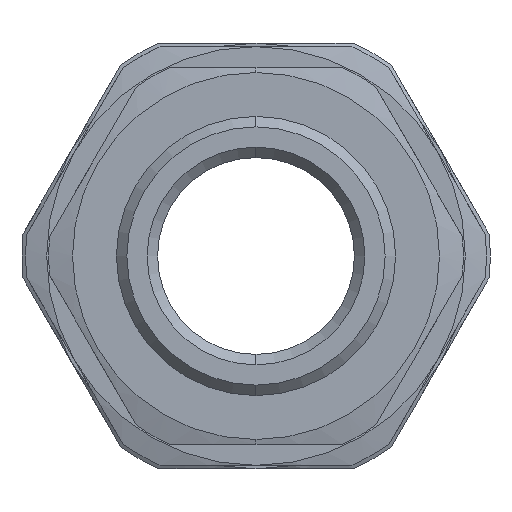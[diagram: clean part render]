
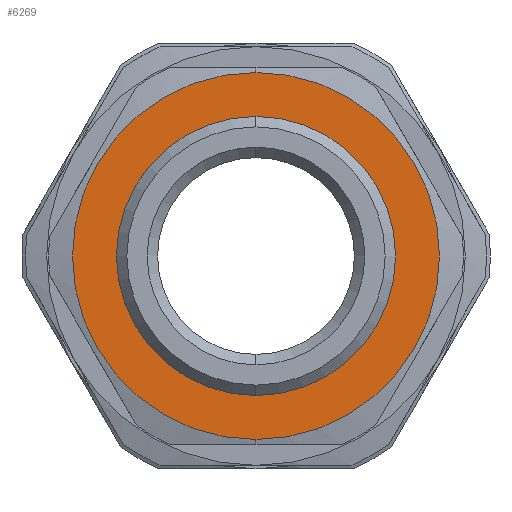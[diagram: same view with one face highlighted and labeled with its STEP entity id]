
A CAD part, left-side view. The second image highlights one B-rep face of the part: STEP entity #6269.
In plain terms, the highlighted planar face has unit normal (-1, 0, 0).
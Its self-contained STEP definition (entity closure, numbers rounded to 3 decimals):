
#91 = FACE_BOUND ( 'NONE', #5096, .T. ) ;
#129 = CARTESIAN_POINT ( 'NONE',  ( 15.3, 0., 10. ) ) ;
#253 = AXIS2_PLACEMENT_3D ( 'NONE', #5831, #400, #2630 ) ;
#400 = DIRECTION ( 'NONE',  ( 1., 0., 0. ) ) ;
#503 = DIRECTION ( 'NONE',  ( 1., 0., 0. ) ) ;
#541 = FACE_OUTER_BOUND ( 'NONE', #2430, .T. ) ;
#1323 = AXIS2_PLACEMENT_3D ( 'NONE', #1619, #5303, #5847 ) ;
#1443 = DIRECTION ( 'NONE',  ( 0., 0., -1. ) ) ;
#1603 = CARTESIAN_POINT ( 'NONE',  ( 15.3, 0., 13.15 ) ) ;
#1619 = CARTESIAN_POINT ( 'NONE',  ( 15.3, 0., 0. ) ) ;
#2266 = ORIENTED_EDGE ( 'NONE', *, *, #3666, .F. ) ;
#2430 = EDGE_LOOP ( 'NONE', ( #6832, #2266 ) ) ;
#2457 = EDGE_CURVE ( 'NONE', #6583, #3574, #3094, .T. ) ;
#2509 = ORIENTED_EDGE ( 'NONE', *, *, #2457, .T. ) ;
#2630 = DIRECTION ( 'NONE',  ( 0., 0., -1. ) ) ;
#2940 = EDGE_CURVE ( 'NONE', #3166, #4155, #6089, .T. ) ;
#3094 = CIRCLE ( 'NONE', #4707, 10. ) ;
#3166 = VERTEX_POINT ( 'NONE', #4388 ) ;
#3530 = AXIS2_PLACEMENT_3D ( 'NONE', #4167, #503, #6423 ) ;
#3574 = VERTEX_POINT ( 'NONE', #129 ) ;
#3666 = EDGE_CURVE ( 'NONE', #4155, #3166, #5737, .T. ) ;
#3772 = CIRCLE ( 'NONE', #3530, 10. ) ;
#4056 = DIRECTION ( 'NONE',  ( 1., 0., 0. ) ) ;
#4075 = ORIENTED_EDGE ( 'NONE', *, *, #4679, .T. ) ;
#4145 = CARTESIAN_POINT ( 'NONE',  ( 15.3, 0., -10. ) ) ;
#4155 = VERTEX_POINT ( 'NONE', #1603 ) ;
#4167 = CARTESIAN_POINT ( 'NONE',  ( 15.3, 0., 0. ) ) ;
#4388 = CARTESIAN_POINT ( 'NONE',  ( 15.3, 0., -13.15 ) ) ;
#4613 = CARTESIAN_POINT ( 'NONE',  ( 15.3, 0., 0. ) ) ;
#4679 = EDGE_CURVE ( 'NONE', #3574, #6583, #3772, .T. ) ;
#4707 = AXIS2_PLACEMENT_3D ( 'NONE', #5931, #5784, #5659 ) ;
#5096 = EDGE_LOOP ( 'NONE', ( #2509, #4075 ) ) ;
#5303 = DIRECTION ( 'NONE',  ( 1., 0., 0. ) ) ;
#5659 = DIRECTION ( 'NONE',  ( 0., 0., -1. ) ) ;
#5737 = CIRCLE ( 'NONE', #1323, 13.15 ) ;
#5784 = DIRECTION ( 'NONE',  ( 1., 0., 0. ) ) ;
#5819 = PLANE ( 'NONE',  #253 ) ;
#5831 = CARTESIAN_POINT ( 'NONE',  ( 15.3, 10., 0. ) ) ;
#5847 = DIRECTION ( 'NONE',  ( 0., 0., -1. ) ) ;
#5931 = CARTESIAN_POINT ( 'NONE',  ( 15.3, 0., 0. ) ) ;
#6089 = CIRCLE ( 'NONE', #6691, 13.15 ) ;
#6269 = ADVANCED_FACE ( 'NONE', ( #541, #91 ), #5819, .F. ) ;
#6423 = DIRECTION ( 'NONE',  ( 0., 0., -1. ) ) ;
#6583 = VERTEX_POINT ( 'NONE', #4145 ) ;
#6691 = AXIS2_PLACEMENT_3D ( 'NONE', #4613, #4056, #1443 ) ;
#6832 = ORIENTED_EDGE ( 'NONE', *, *, #2940, .F. ) ;
